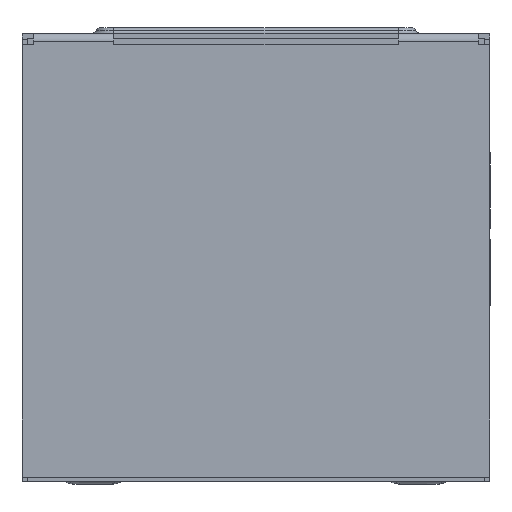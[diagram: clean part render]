
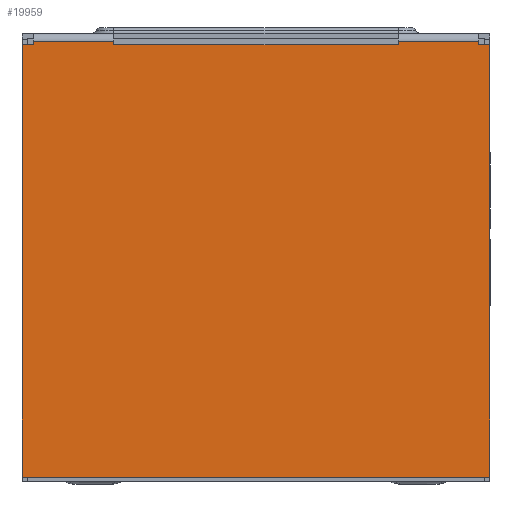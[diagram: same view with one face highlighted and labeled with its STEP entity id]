
A CAD part, top view. The second image highlights one B-rep face of the part: STEP entity #19959.
In plain terms, the highlighted planar face has unit normal (0, 0, 1).
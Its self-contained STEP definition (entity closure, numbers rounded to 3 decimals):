
#216 = DIRECTION ( 'NONE',  ( 1., 0., 0. ) ) ;
#340 = VECTOR ( 'NONE', #17051, 1000. ) ;
#582 = ORIENTED_EDGE ( 'NONE', *, *, #20157, .T. ) ;
#684 = DIRECTION ( 'NONE',  ( -1., 0., 0. ) ) ;
#764 = VERTEX_POINT ( 'NONE', #9581 ) ;
#891 = VECTOR ( 'NONE', #20285, 1000. ) ;
#1124 = EDGE_CURVE ( 'NONE', #15488, #17734, #7853, .T. ) ;
#1600 = CARTESIAN_POINT ( 'NONE',  ( 5., 4.242, 12.3 ) ) ;
#1634 = DIRECTION ( 'NONE',  ( -1., 0., 0. ) ) ;
#1888 = LINE ( 'NONE', #19635, #10119 ) ;
#2016 = VERTEX_POINT ( 'NONE', #9211 ) ;
#2076 = VERTEX_POINT ( 'NONE', #13267 ) ;
#2485 = DIRECTION ( 'NONE',  ( 0., -1., 0. ) ) ;
#2894 = CARTESIAN_POINT ( 'NONE',  ( 0., -3.35, 12.3 ) ) ;
#3610 = VECTOR ( 'NONE', #1634, 1000. ) ;
#3649 = LINE ( 'NONE', #9426, #17436 ) ;
#3786 = ORIENTED_EDGE ( 'NONE', *, *, #20030, .T. ) ;
#3897 = ORIENTED_EDGE ( 'NONE', *, *, #11547, .T. ) ;
#4034 = CARTESIAN_POINT ( 'NONE',  ( 7.825, 4.125, 12.3 ) ) ;
#4299 = VERTEX_POINT ( 'NONE', #4560 ) ;
#4560 = CARTESIAN_POINT ( 'NONE',  ( -8.225, 4.125, 12.3 ) ) ;
#4913 = CARTESIAN_POINT ( 'NONE',  ( -7.825, 4.125, 12.3 ) ) ;
#4985 = DIRECTION ( 'NONE',  ( 0., -1., 0. ) ) ;
#5082 = CARTESIAN_POINT ( 'NONE',  ( -8.225, -11.075, 12.3 ) ) ;
#5135 = CARTESIAN_POINT ( 'NONE',  ( -5., 4.125, 12.3 ) ) ;
#5272 = LINE ( 'NONE', #5135, #3610 ) ;
#6115 = CARTESIAN_POINT ( 'NONE',  ( 7.825, 4.242, 12.3 ) ) ;
#6142 = EDGE_CURVE ( 'NONE', #2076, #17585, #1888, .T. ) ;
#6302 = EDGE_CURVE ( 'NONE', #2016, #15488, #11487, .T. ) ;
#6537 = CARTESIAN_POINT ( 'NONE',  ( 5., 4.242, 12.3 ) ) ;
#6731 = CARTESIAN_POINT ( 'NONE',  ( -8.225, -11.075, 12.3 ) ) ;
#6791 = ORIENTED_EDGE ( 'NONE', *, *, #6142, .T. ) ;
#7147 = EDGE_LOOP ( 'NONE', ( #6791, #582, #22277, #10340, #7589, #3786, #3897, #11482, #13228, #15076, #8750, #10368 ) ) ;
#7411 = CARTESIAN_POINT ( 'NONE',  ( -8.225, -11.075, 12.3 ) ) ;
#7589 = ORIENTED_EDGE ( 'NONE', *, *, #9983, .T. ) ;
#7853 = LINE ( 'NONE', #16278, #11414 ) ;
#7980 = EDGE_CURVE ( 'NONE', #17734, #8575, #16176, .T. ) ;
#8575 = VERTEX_POINT ( 'NONE', #1600 ) ;
#8750 = ORIENTED_EDGE ( 'NONE', *, *, #18182, .T. ) ;
#9211 = CARTESIAN_POINT ( 'NONE',  ( 8.225, 4.125, 12.3 ) ) ;
#9426 = CARTESIAN_POINT ( 'NONE',  ( -7.825, 4.525, 12.3 ) ) ;
#9506 = DIRECTION ( 'NONE',  ( 0., -1., 0. ) ) ;
#9581 = CARTESIAN_POINT ( 'NONE',  ( 8.225, -11.075, 12.3 ) ) ;
#9983 = EDGE_CURVE ( 'NONE', #4299, #15749, #12740, .T. ) ;
#10083 = LINE ( 'NONE', #6731, #18908 ) ;
#10119 = VECTOR ( 'NONE', #21157, 1000. ) ;
#10340 = ORIENTED_EDGE ( 'NONE', *, *, #15164, .T. ) ;
#10368 = ORIENTED_EDGE ( 'NONE', *, *, #14781, .T. ) ;
#10636 = FACE_OUTER_BOUND ( 'NONE', #7147, .T. ) ;
#11408 = AXIS2_PLACEMENT_3D ( 'NONE', #2894, #18891, #18808 ) ;
#11414 = VECTOR ( 'NONE', #12621, 1000. ) ;
#11482 = ORIENTED_EDGE ( 'NONE', *, *, #6302, .T. ) ;
#11487 = LINE ( 'NONE', #4034, #21108 ) ;
#11547 = EDGE_CURVE ( 'NONE', #764, #2016, #13208, .T. ) ;
#11643 = VECTOR ( 'NONE', #2485, 1000. ) ;
#12621 = DIRECTION ( 'NONE',  ( 0., 1., 0. ) ) ;
#12701 = CARTESIAN_POINT ( 'NONE',  ( 7.825, 4.125, 12.3 ) ) ;
#12740 = LINE ( 'NONE', #7411, #11643 ) ;
#12779 = CARTESIAN_POINT ( 'NONE',  ( -5., 4.242, 12.3 ) ) ;
#12835 = CARTESIAN_POINT ( 'NONE',  ( 5., 4.125, 12.3 ) ) ;
#13208 = LINE ( 'NONE', #13447, #891 ) ;
#13228 = ORIENTED_EDGE ( 'NONE', *, *, #1124, .T. ) ;
#13267 = CARTESIAN_POINT ( 'NONE',  ( -5., 4.125, 12.3 ) ) ;
#13447 = CARTESIAN_POINT ( 'NONE',  ( 8.225, -11.075, 12.3 ) ) ;
#13730 = DIRECTION ( 'NONE',  ( -1., 0., 0. ) ) ;
#14219 = VERTEX_POINT ( 'NONE', #4913 ) ;
#14338 = DIRECTION ( 'NONE',  ( -1., 0., 0. ) ) ;
#14346 = LINE ( 'NONE', #16824, #340 ) ;
#14418 = CARTESIAN_POINT ( 'NONE',  ( -7.825, 4.242, 12.3 ) ) ;
#14781 = EDGE_CURVE ( 'NONE', #17991, #2076, #5272, .T. ) ;
#15076 = ORIENTED_EDGE ( 'NONE', *, *, #7980, .T. ) ;
#15164 = EDGE_CURVE ( 'NONE', #14219, #4299, #14346, .T. ) ;
#15282 = PLANE ( 'NONE',  #11408 ) ;
#15488 = VERTEX_POINT ( 'NONE', #12701 ) ;
#15693 = LINE ( 'NONE', #17303, #19812 ) ;
#15749 = VERTEX_POINT ( 'NONE', #5082 ) ;
#16176 = LINE ( 'NONE', #6537, #18924 ) ;
#16278 = CARTESIAN_POINT ( 'NONE',  ( 7.825, 4.525, 12.3 ) ) ;
#16363 = CARTESIAN_POINT ( 'NONE',  ( -7.825, 4.242, 12.3 ) ) ;
#16617 = EDGE_CURVE ( 'NONE', #17606, #14219, #3649, .T. ) ;
#16824 = CARTESIAN_POINT ( 'NONE',  ( -7.825, 4.125, 12.3 ) ) ;
#17051 = DIRECTION ( 'NONE',  ( -1., 0., 0. ) ) ;
#17303 = CARTESIAN_POINT ( 'NONE',  ( 5., 4.125, 12.3 ) ) ;
#17436 = VECTOR ( 'NONE', #9506, 1000. ) ;
#17585 = VERTEX_POINT ( 'NONE', #12779 ) ;
#17606 = VERTEX_POINT ( 'NONE', #16363 ) ;
#17734 = VERTEX_POINT ( 'NONE', #6115 ) ;
#17768 = LINE ( 'NONE', #14418, #21048 ) ;
#17991 = VERTEX_POINT ( 'NONE', #12835 ) ;
#18182 = EDGE_CURVE ( 'NONE', #8575, #17991, #15693, .T. ) ;
#18808 = DIRECTION ( 'NONE',  ( 1., 0., 0. ) ) ;
#18891 = DIRECTION ( 'NONE',  ( 0., 0., 1. ) ) ;
#18908 = VECTOR ( 'NONE', #216, 1000. ) ;
#18924 = VECTOR ( 'NONE', #13730, 1000. ) ;
#19635 = CARTESIAN_POINT ( 'NONE',  ( -5., 4.525, 12.3 ) ) ;
#19812 = VECTOR ( 'NONE', #4985, 1000. ) ;
#19959 = ADVANCED_FACE ( 'NONE', ( #10636 ), #15282, .T. ) ;
#20030 = EDGE_CURVE ( 'NONE', #15749, #764, #10083, .T. ) ;
#20157 = EDGE_CURVE ( 'NONE', #17585, #17606, #17768, .T. ) ;
#20285 = DIRECTION ( 'NONE',  ( 0., 1., 0. ) ) ;
#21048 = VECTOR ( 'NONE', #14338, 1000. ) ;
#21108 = VECTOR ( 'NONE', #684, 1000. ) ;
#21157 = DIRECTION ( 'NONE',  ( 0., 1., 0. ) ) ;
#22277 = ORIENTED_EDGE ( 'NONE', *, *, #16617, .T. ) ;
